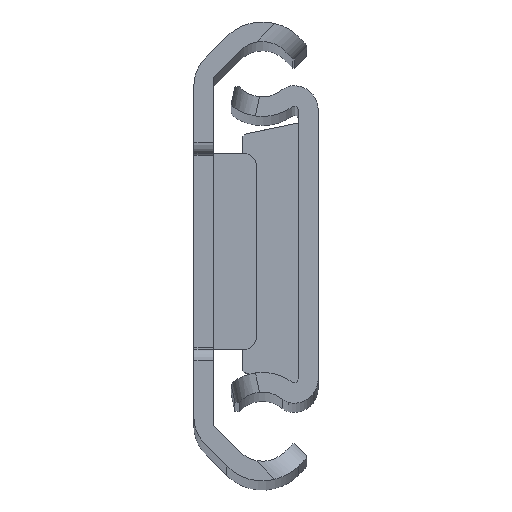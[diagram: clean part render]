
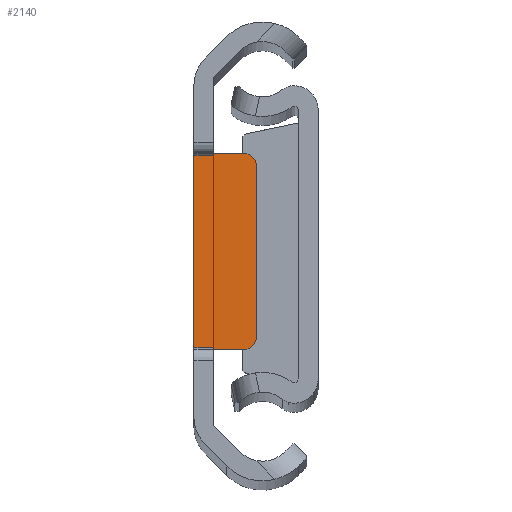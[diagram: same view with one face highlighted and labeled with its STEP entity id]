
A CAD part, top view. The second image highlights one B-rep face of the part: STEP entity #2140.
In plain terms, the highlighted planar face has unit normal (0, 0, 1).
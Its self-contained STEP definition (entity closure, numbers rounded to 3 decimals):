
#40 = DIRECTION ( 'NONE',  ( 0., 0., 1. ) ) ;
#116 = EDGE_CURVE ( 'NONE', #3391, #3715, #2286, .T. ) ;
#121 = EDGE_LOOP ( 'NONE', ( #3396, #2336, #1309, #4526, #3712, #569, #4821, #646 ) ) ;
#286 = LINE ( 'NONE', #4494, #392 ) ;
#392 = VECTOR ( 'NONE', #660, 1000. ) ;
#569 = ORIENTED_EDGE ( 'NONE', *, *, #116, .T. ) ;
#611 = CIRCLE ( 'NONE', #3437, 1. ) ;
#646 = ORIENTED_EDGE ( 'NONE', *, *, #3504, .T. ) ;
#660 = DIRECTION ( 'NONE',  ( 1., 0., 0. ) ) ;
#681 = AXIS2_PLACEMENT_3D ( 'NONE', #3958, #40, #2403 ) ;
#735 = EDGE_CURVE ( 'NONE', #3379, #4905, #4928, .T. ) ;
#739 = CARTESIAN_POINT ( 'NONE',  ( 0., -7.5, -2.2 ) ) ;
#854 = CARTESIAN_POINT ( 'NONE',  ( -1.5, -7.5, -2.2 ) ) ;
#944 = CARTESIAN_POINT ( 'NONE',  ( -1.5, 7.5, -2.2 ) ) ;
#1010 = EDGE_CURVE ( 'NONE', #3391, #4339, #2573, .T. ) ;
#1230 = EDGE_CURVE ( 'NONE', #3379, #2871, #2373, .T. ) ;
#1309 = ORIENTED_EDGE ( 'NONE', *, *, #1397, .T. ) ;
#1314 = VECTOR ( 'NONE', #3367, 1000. ) ;
#1317 = LINE ( 'NONE', #3280, #3258 ) ;
#1325 = CARTESIAN_POINT ( 'NONE',  ( 2.3, -6.5, -2.2 ) ) ;
#1382 = DIRECTION ( 'NONE',  ( -1., 0., 0. ) ) ;
#1397 = EDGE_CURVE ( 'NONE', #2871, #4694, #1317, .T. ) ;
#1607 = CARTESIAN_POINT ( 'NONE',  ( 3.3, -7.5, -2.2 ) ) ;
#1657 = CARTESIAN_POINT ( 'NONE',  ( -1.5, 7.5, -2.2 ) ) ;
#1882 = VECTOR ( 'NONE', #3717, 1000. ) ;
#1913 = CARTESIAN_POINT ( 'NONE',  ( 0., 7.5, -2.2 ) ) ;
#1939 = LINE ( 'NONE', #1607, #3203 ) ;
#2113 = VERTEX_POINT ( 'NONE', #4767 ) ;
#2140 = ADVANCED_FACE ( 'NONE', ( #2854 ), #4392, .F. ) ;
#2286 = LINE ( 'NONE', #3091, #1314 ) ;
#2336 = ORIENTED_EDGE ( 'NONE', *, *, #1230, .T. ) ;
#2373 = CIRCLE ( 'NONE', #681, 1. ) ;
#2403 = DIRECTION ( 'NONE',  ( 0., 1., 0. ) ) ;
#2483 = DIRECTION ( 'NONE',  ( 0., 1., 0. ) ) ;
#2499 = CARTESIAN_POINT ( 'NONE',  ( -1.5, 7.5, -2.2 ) ) ;
#2573 = LINE ( 'NONE', #2499, #4777 ) ;
#2713 = DIRECTION ( 'NONE',  ( -1., 0., 0. ) ) ;
#2854 = FACE_OUTER_BOUND ( 'NONE', #121, .T. ) ;
#2871 = VERTEX_POINT ( 'NONE', #4025 ) ;
#2951 = DIRECTION ( 'NONE',  ( 0., 0., -1. ) ) ;
#3091 = CARTESIAN_POINT ( 'NONE',  ( -1.5, -7.5, -2.2 ) ) ;
#3203 = VECTOR ( 'NONE', #2713, 1000. ) ;
#3258 = VECTOR ( 'NONE', #1382, 1000. ) ;
#3265 = DIRECTION ( 'NONE',  ( 0., 0., 1. ) ) ;
#3280 = CARTESIAN_POINT ( 'NONE',  ( 3.3, 7.5, -2.2 ) ) ;
#3285 = DIRECTION ( 'NONE',  ( 0., 1., 0. ) ) ;
#3367 = DIRECTION ( 'NONE',  ( 1., 0., 0. ) ) ;
#3379 = VERTEX_POINT ( 'NONE', #4726 ) ;
#3391 = VERTEX_POINT ( 'NONE', #854 ) ;
#3396 = ORIENTED_EDGE ( 'NONE', *, *, #735, .F. ) ;
#3437 = AXIS2_PLACEMENT_3D ( 'NONE', #1325, #3265, #2483 ) ;
#3504 = EDGE_CURVE ( 'NONE', #2113, #4905, #611, .T. ) ;
#3661 = CARTESIAN_POINT ( 'NONE',  ( 3.3, -6.5, -2.2 ) ) ;
#3712 = ORIENTED_EDGE ( 'NONE', *, *, #1010, .F. ) ;
#3715 = VERTEX_POINT ( 'NONE', #739 ) ;
#3717 = DIRECTION ( 'NONE',  ( 0., -1., 0. ) ) ;
#3729 = DIRECTION ( 'NONE',  ( 0., 1., 0. ) ) ;
#3775 = CARTESIAN_POINT ( 'NONE',  ( 3.3, -7.5, -2.2 ) ) ;
#3958 = CARTESIAN_POINT ( 'NONE',  ( 2.3, 6.5, -2.2 ) ) ;
#4025 = CARTESIAN_POINT ( 'NONE',  ( 2.3, 7.5, -2.2 ) ) ;
#4339 = VERTEX_POINT ( 'NONE', #1657 ) ;
#4392 = PLANE ( 'NONE',  #4708 ) ;
#4494 = CARTESIAN_POINT ( 'NONE',  ( -1.5, 7.5, -2.2 ) ) ;
#4526 = ORIENTED_EDGE ( 'NONE', *, *, #4912, .F. ) ;
#4618 = EDGE_CURVE ( 'NONE', #2113, #3715, #1939, .T. ) ;
#4694 = VERTEX_POINT ( 'NONE', #1913 ) ;
#4708 = AXIS2_PLACEMENT_3D ( 'NONE', #944, #2951, #3729 ) ;
#4726 = CARTESIAN_POINT ( 'NONE',  ( 3.3, 6.5, -2.2 ) ) ;
#4767 = CARTESIAN_POINT ( 'NONE',  ( 2.3, -7.5, -2.2 ) ) ;
#4777 = VECTOR ( 'NONE', #3285, 1000. ) ;
#4821 = ORIENTED_EDGE ( 'NONE', *, *, #4618, .F. ) ;
#4905 = VERTEX_POINT ( 'NONE', #3661 ) ;
#4912 = EDGE_CURVE ( 'NONE', #4339, #4694, #286, .T. ) ;
#4928 = LINE ( 'NONE', #3775, #1882 ) ;
